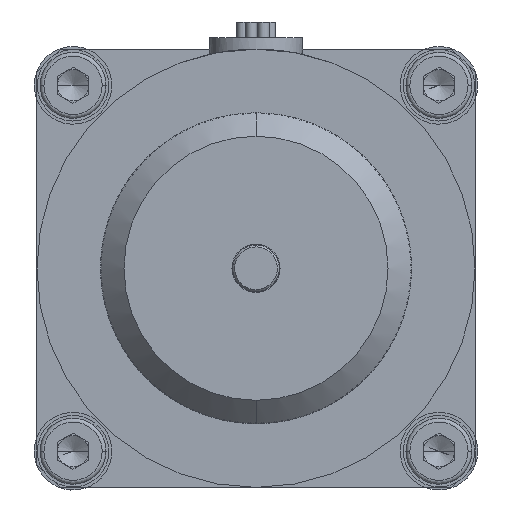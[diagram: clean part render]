
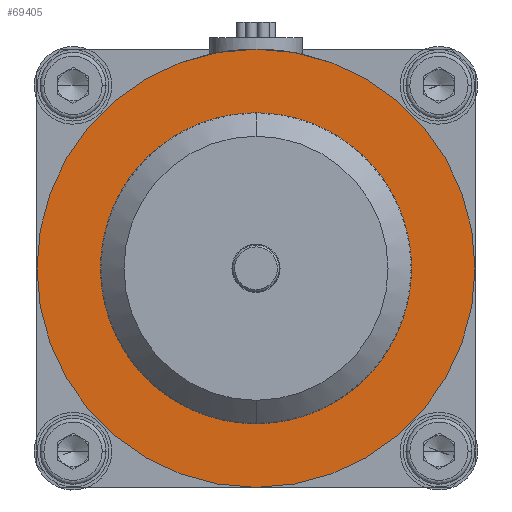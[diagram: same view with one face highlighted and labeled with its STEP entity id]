
A CAD part, front view. The second image highlights one B-rep face of the part: STEP entity #69405.
In plain terms, the highlighted face is planar.
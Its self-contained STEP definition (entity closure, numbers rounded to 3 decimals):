
#70 = AXIS2_PLACEMENT_3D ( 'NONE', #139248, #9615, #128349 ) ;
#1456 = VERTEX_POINT ( 'NONE', #6031 ) ;
#2403 = DIRECTION ( 'NONE',  ( 0., 1., 0. ) ) ;
#4972 = CIRCLE ( 'NONE', #44600, 3.9 ) ;
#6031 = CARTESIAN_POINT ( 'NONE',  ( -9.525, 38., -1.025 ) ) ;
#8005 = FACE_OUTER_BOUND ( 'NONE', #45655, .T. ) ;
#8274 = DIRECTION ( 'NONE',  ( 0., 0., 1. ) ) ;
#9590 = EDGE_LOOP ( 'NONE', ( #151774, #82893 ) ) ;
#9615 = DIRECTION ( 'NONE',  ( 0., 1., 0. ) ) ;
#12080 = CIRCLE ( 'NONE', #59171, 1.025 ) ;
#17395 = EDGE_CURVE ( 'NONE', #47232, #106942, #71882, .T. ) ;
#17845 = EDGE_CURVE ( 'NONE', #106942, #47232, #4972, .T. ) ;
#19490 = ORIENTED_EDGE ( 'NONE', *, *, #71467, .T. ) ;
#21856 = VERTEX_POINT ( 'NONE', #54606 ) ;
#22876 = EDGE_CURVE ( 'NONE', #113258, #96819, #56263, .T. ) ;
#23701 = CARTESIAN_POINT ( 'NONE',  ( 0., 38., 0. ) ) ;
#30288 = CARTESIAN_POINT ( 'NONE',  ( 9.525, 38., -1.025 ) ) ;
#34303 = EDGE_CURVE ( 'NONE', #89139, #127278, #112099, .T. ) ;
#36045 = CIRCLE ( 'NONE', #57445, 1.025 ) ;
#38152 = AXIS2_PLACEMENT_3D ( 'NONE', #143431, #58838, #141121 ) ;
#44600 = AXIS2_PLACEMENT_3D ( 'NONE', #108724, #2403, #109478 ) ;
#45194 = AXIS2_PLACEMENT_3D ( 'NONE', #114598, #89773, #148075 ) ;
#45655 = EDGE_LOOP ( 'NONE', ( #136399, #19490 ) ) ;
#47232 = VERTEX_POINT ( 'NONE', #141355 ) ;
#47934 = ORIENTED_EDGE ( 'NONE', *, *, #92705, .F. ) ;
#50059 = ORIENTED_EDGE ( 'NONE', *, *, #17395, .F. ) ;
#54606 = CARTESIAN_POINT ( 'NONE',  ( -9.525, 38., 1.025 ) ) ;
#55334 = FACE_BOUND ( 'NONE', #137962, .T. ) ;
#56263 = CIRCLE ( 'NONE', #100771, 1.025 ) ;
#57445 = AXIS2_PLACEMENT_3D ( 'NONE', #113799, #90497, #8274 ) ;
#57636 = DIRECTION ( 'NONE',  ( 0., 1., 0. ) ) ;
#58838 = DIRECTION ( 'NONE',  ( 0., 1., 0. ) ) ;
#59171 = AXIS2_PLACEMENT_3D ( 'NONE', #119318, #72014, #81323 ) ;
#59872 = EDGE_LOOP ( 'NONE', ( #82368, #50059 ) ) ;
#64046 = EDGE_CURVE ( 'NONE', #96819, #113258, #36045, .T. ) ;
#65468 = CARTESIAN_POINT ( 'NONE',  ( 0., 38., 0. ) ) ;
#66995 = DIRECTION ( 'NONE',  ( 0., 0., 1. ) ) ;
#69405 = ADVANCED_FACE ( 'NONE', ( #100350, #55334, #8005, #112769 ), #150025, .T. ) ;
#71047 = DIRECTION ( 'NONE',  ( 0., 1., 0. ) ) ;
#71467 = EDGE_CURVE ( 'NONE', #127278, #89139, #139104, .T. ) ;
#71882 = CIRCLE ( 'NONE', #70, 3.9 ) ;
#72014 = DIRECTION ( 'NONE',  ( 0., 1., 0. ) ) ;
#81323 = DIRECTION ( 'NONE',  ( 0., 0., 1. ) ) ;
#82368 = ORIENTED_EDGE ( 'NONE', *, *, #17845, .F. ) ;
#82893 = ORIENTED_EDGE ( 'NONE', *, *, #22876, .F. ) ;
#89139 = VERTEX_POINT ( 'NONE', #113398 ) ;
#89773 = DIRECTION ( 'NONE',  ( 0., 1., 0. ) ) ;
#90497 = DIRECTION ( 'NONE',  ( 0., 1., 0. ) ) ;
#92705 = EDGE_CURVE ( 'NONE', #21856, #1456, #107488, .T. ) ;
#96819 = VERTEX_POINT ( 'NONE', #104543 ) ;
#100350 = FACE_BOUND ( 'NONE', #9590, .T. ) ;
#100771 = AXIS2_PLACEMENT_3D ( 'NONE', #106497, #57636, #115827 ) ;
#101823 = AXIS2_PLACEMENT_3D ( 'NONE', #23701, #71047, #127715 ) ;
#104543 = CARTESIAN_POINT ( 'NONE',  ( 9.525, 38., 1.025 ) ) ;
#105670 = CARTESIAN_POINT ( 'NONE',  ( 0., 38., 28.2 ) ) ;
#106497 = CARTESIAN_POINT ( 'NONE',  ( 9.525, 38., 0. ) ) ;
#106942 = VERTEX_POINT ( 'NONE', #143450 ) ;
#107488 = CIRCLE ( 'NONE', #38152, 1.025 ) ;
#108724 = CARTESIAN_POINT ( 'NONE',  ( 0., 38., 0. ) ) ;
#109478 = DIRECTION ( 'NONE',  ( 0., 0., 1. ) ) ;
#112099 = CIRCLE ( 'NONE', #45194, 28.2 ) ;
#112769 = FACE_BOUND ( 'NONE', #59872, .T. ) ;
#113258 = VERTEX_POINT ( 'NONE', #30288 ) ;
#113398 = CARTESIAN_POINT ( 'NONE',  ( 0., 38., -28.2 ) ) ;
#113799 = CARTESIAN_POINT ( 'NONE',  ( 9.525, 38., 0. ) ) ;
#114598 = CARTESIAN_POINT ( 'NONE',  ( 0., 38., 0. ) ) ;
#115827 = DIRECTION ( 'NONE',  ( 0., 0., 1. ) ) ;
#119318 = CARTESIAN_POINT ( 'NONE',  ( -9.525, 38., 0. ) ) ;
#127278 = VERTEX_POINT ( 'NONE', #105670 ) ;
#127715 = DIRECTION ( 'NONE',  ( 0., 0., 1. ) ) ;
#128349 = DIRECTION ( 'NONE',  ( 0., 0., 1. ) ) ;
#136095 = DIRECTION ( 'NONE',  ( 0., 1., 0. ) ) ;
#136226 = AXIS2_PLACEMENT_3D ( 'NONE', #65468, #136095, #66995 ) ;
#136399 = ORIENTED_EDGE ( 'NONE', *, *, #34303, .T. ) ;
#137962 = EDGE_LOOP ( 'NONE', ( #47934, #142280 ) ) ;
#138536 = EDGE_CURVE ( 'NONE', #1456, #21856, #12080, .T. ) ;
#139104 = CIRCLE ( 'NONE', #101823, 28.2 ) ;
#139248 = CARTESIAN_POINT ( 'NONE',  ( 0., 38., 0. ) ) ;
#141121 = DIRECTION ( 'NONE',  ( 0., 0., 1. ) ) ;
#141355 = CARTESIAN_POINT ( 'NONE',  ( 0., 38., 3.9 ) ) ;
#142280 = ORIENTED_EDGE ( 'NONE', *, *, #138536, .F. ) ;
#143431 = CARTESIAN_POINT ( 'NONE',  ( -9.525, 38., 0. ) ) ;
#143450 = CARTESIAN_POINT ( 'NONE',  ( 0., 38., -3.9 ) ) ;
#148075 = DIRECTION ( 'NONE',  ( 0., 0., 1. ) ) ;
#150025 = PLANE ( 'NONE',  #136226 ) ;
#151774 = ORIENTED_EDGE ( 'NONE', *, *, #64046, .F. ) ;
